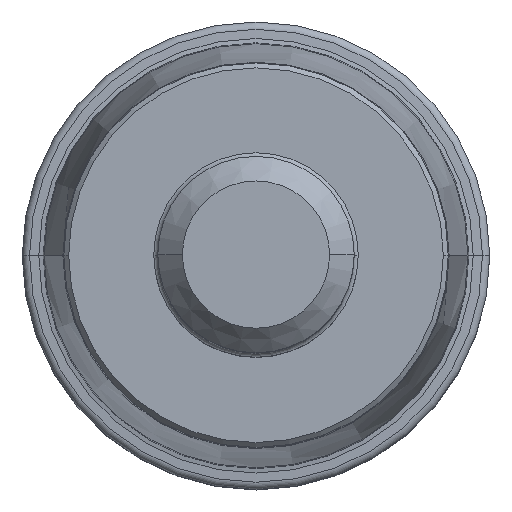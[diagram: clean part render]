
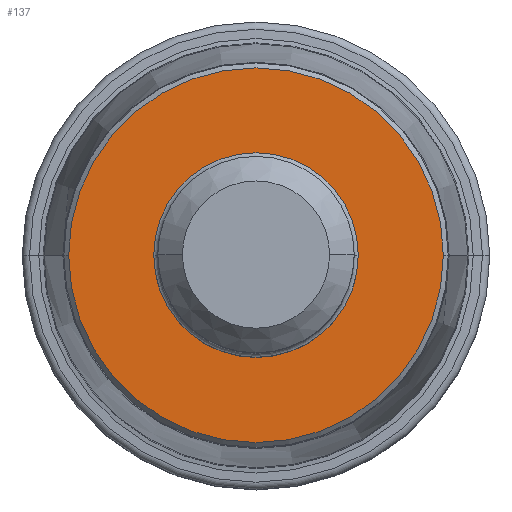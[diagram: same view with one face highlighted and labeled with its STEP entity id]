
A CAD part, top view. The second image highlights one B-rep face of the part: STEP entity #137.
In plain terms, the highlighted planar face has unit normal (0, 0, 1).
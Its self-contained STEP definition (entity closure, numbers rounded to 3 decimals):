
#43=PLANE('',#1471);
#48=FACE_BOUND('',#328,.T.);
#49=FACE_BOUND('',#329,.T.);
#137=ADVANCED_FACE('',(#48,#49),#43,.F.);
#328=EDGE_LOOP('',(#520,#521));
#329=EDGE_LOOP('',(#522,#523));
#520=ORIENTED_EDGE('',*,*,#874,.T.);
#521=ORIENTED_EDGE('',*,*,#875,.T.);
#522=ORIENTED_EDGE('',*,*,#876,.T.);
#523=ORIENTED_EDGE('',*,*,#877,.T.);
#750=VERTEX_POINT('',#2312);
#751=VERTEX_POINT('',#2313);
#752=VERTEX_POINT('',#2316);
#753=VERTEX_POINT('',#2317);
#874=EDGE_CURVE('',#750,#751,#1033,.T.);
#875=EDGE_CURVE('',#751,#750,#1034,.T.);
#876=EDGE_CURVE('',#752,#753,#1035,.T.);
#877=EDGE_CURVE('',#753,#752,#1036,.T.);
#1033=CIRCLE('',#1467,11.45);
#1034=CIRCLE('',#1468,11.45);
#1035=CIRCLE('',#1469,6.15);
#1036=CIRCLE('',#1470,6.15);
#1467=AXIS2_PLACEMENT_3D('',#2311,#1816,#1817);
#1468=AXIS2_PLACEMENT_3D('',#2314,#1818,#1819);
#1469=AXIS2_PLACEMENT_3D('',#2315,#1820,#1821);
#1470=AXIS2_PLACEMENT_3D('',#2318,#1822,#1823);
#1471=AXIS2_PLACEMENT_3D('',#2319,#1824,#1825);
#1816=DIRECTION('',(0.,0.,1.));
#1817=DIRECTION('',(-1.,0.,0.));
#1818=DIRECTION('',(0.,0.,1.));
#1819=DIRECTION('',(1.,0.,0.));
#1820=DIRECTION('',(0.,0.,-1.));
#1821=DIRECTION('',(1.,0.,0.));
#1822=DIRECTION('',(0.,0.,-1.));
#1823=DIRECTION('',(-1.,0.,0.));
#1824=DIRECTION('',(0.,0.,-1.));
#1825=DIRECTION('',(1.,0.,0.));
#2311=CARTESIAN_POINT('',(0.,0.,0.));
#2312=CARTESIAN_POINT('',(-11.45,0.,0.));
#2313=CARTESIAN_POINT('',(11.45,0.,0.));
#2314=CARTESIAN_POINT('',(0.,0.,0.));
#2315=CARTESIAN_POINT('',(0.,0.,0.));
#2316=CARTESIAN_POINT('',(6.15,0.,0.));
#2317=CARTESIAN_POINT('',(-6.15,0.,0.));
#2318=CARTESIAN_POINT('',(0.,0.,0.));
#2319=CARTESIAN_POINT('',(0.,0.,0.));
